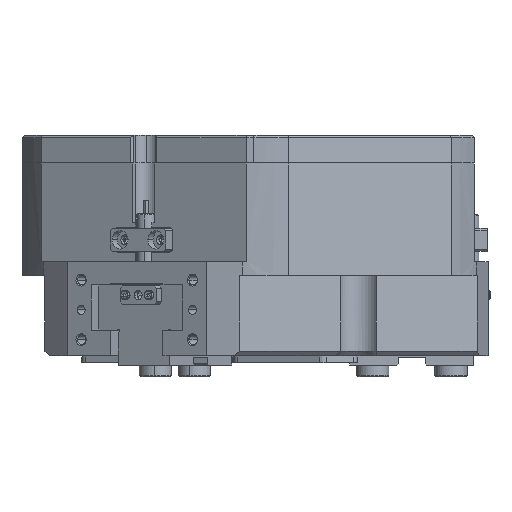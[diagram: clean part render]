
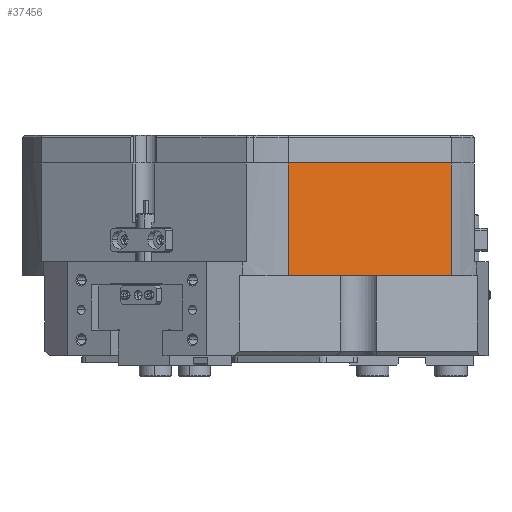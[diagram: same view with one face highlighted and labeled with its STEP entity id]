
A CAD part, front view. The second image highlights one B-rep face of the part: STEP entity #37456.
In plain terms, the highlighted planar face has unit normal (0.5, -0.866, 0).
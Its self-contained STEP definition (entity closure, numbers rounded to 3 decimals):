
#91 = VERTEX_POINT ( 'NONE', #27928 ) ;
#1817 = DIRECTION ( 'NONE',  ( 0., 0., -1. ) ) ;
#4044 = CARTESIAN_POINT ( 'NONE',  ( 15.004, -107.962, 84. ) ) ;
#5336 = ORIENTED_EDGE ( 'NONE', *, *, #30257, .F. ) ;
#6580 = EDGE_CURVE ( 'NONE', #16049, #91, #30011, .T. ) ;
#6590 = LINE ( 'NONE', #18483, #42035 ) ;
#7361 = PLANE ( 'NONE',  #28569 ) ;
#10093 = VECTOR ( 'NONE', #12708, 1000. ) ;
#10142 = ORIENTED_EDGE ( 'NONE', *, *, #40932, .F. ) ;
#10795 = ORIENTED_EDGE ( 'NONE', *, *, #21179, .T. ) ;
#12708 = DIRECTION ( 'NONE',  ( -0.866, -0.5, 0. ) ) ;
#13534 = LINE ( 'NONE', #18211, #18894 ) ;
#16049 = VERTEX_POINT ( 'NONE', #40950 ) ;
#17746 = DIRECTION ( 'NONE',  ( -0.866, -0.5, 0. ) ) ;
#18211 = CARTESIAN_POINT ( 'NONE',  ( 50.5, -87.469, 84. ) ) ;
#18483 = CARTESIAN_POINT ( 'NONE',  ( 85.996, -66.975, 84. ) ) ;
#18894 = VECTOR ( 'NONE', #24965, 1000. ) ;
#21179 = EDGE_CURVE ( 'NONE', #40599, #29976, #13534, .T. ) ;
#24965 = DIRECTION ( 'NONE',  ( -0.866, -0.5, 0. ) ) ;
#27928 = CARTESIAN_POINT ( 'NONE',  ( 15.004, -107.962, 35. ) ) ;
#28395 = DIRECTION ( 'NONE',  ( -0.5, 0.866, 0. ) ) ;
#28569 = AXIS2_PLACEMENT_3D ( 'NONE', #41895, #28395, #17746 ) ;
#29976 = VERTEX_POINT ( 'NONE', #32121 ) ;
#30011 = LINE ( 'NONE', #43647, #10093 ) ;
#30257 = EDGE_CURVE ( 'NONE', #91, #29976, #33025, .T. ) ;
#30705 = EDGE_LOOP ( 'NONE', ( #10795, #5336, #33544, #10142 ) ) ;
#32121 = CARTESIAN_POINT ( 'NONE',  ( 15.004, -107.962, 84. ) ) ;
#33025 = LINE ( 'NONE', #4044, #43214 ) ;
#33544 = ORIENTED_EDGE ( 'NONE', *, *, #6580, .F. ) ;
#37456 = ADVANCED_FACE ( 'NONE', ( #39688 ), #7361, .F. ) ;
#39688 = FACE_OUTER_BOUND ( 'NONE', #30705, .T. ) ;
#39850 = CARTESIAN_POINT ( 'NONE',  ( 85.996, -66.975, 84. ) ) ;
#40599 = VERTEX_POINT ( 'NONE', #39850 ) ;
#40932 = EDGE_CURVE ( 'NONE', #40599, #16049, #6590, .T. ) ;
#40950 = CARTESIAN_POINT ( 'NONE',  ( 85.996, -66.975, 35. ) ) ;
#41874 = DIRECTION ( 'NONE',  ( 0., 0., 1. ) ) ;
#41895 = CARTESIAN_POINT ( 'NONE',  ( 115.452, -49.969, 101.144 ) ) ;
#42035 = VECTOR ( 'NONE', #1817, 1000. ) ;
#43214 = VECTOR ( 'NONE', #41874, 1000. ) ;
#43647 = CARTESIAN_POINT ( 'NONE',  ( 115.452, -49.969, 35. ) ) ;
